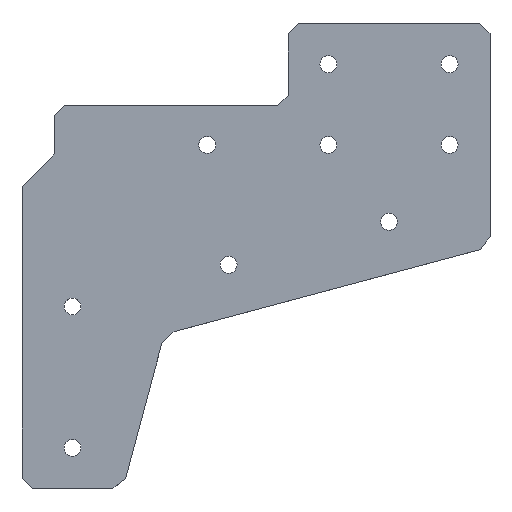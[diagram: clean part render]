
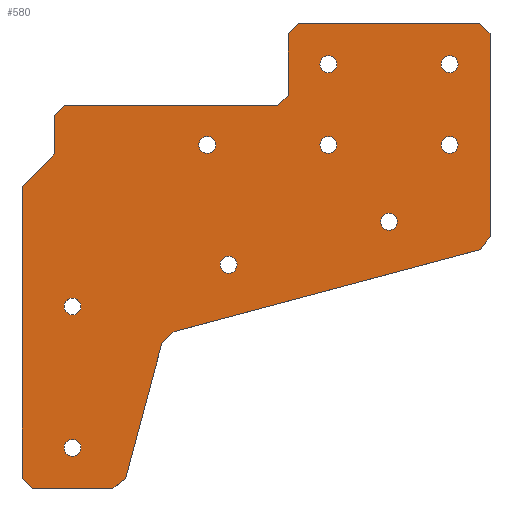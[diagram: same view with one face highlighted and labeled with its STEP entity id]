
A CAD part, top view. The second image highlights one B-rep face of the part: STEP entity #580.
In plain terms, the highlighted planar face has unit normal (0, 0, 1).
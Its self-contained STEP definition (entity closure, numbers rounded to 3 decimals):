
#24=FACE_BOUND('',#91,.T.);
#25=FACE_BOUND('',#92,.T.);
#26=FACE_BOUND('',#93,.T.);
#27=FACE_BOUND('',#94,.T.);
#28=FACE_BOUND('',#95,.T.);
#29=FACE_BOUND('',#96,.T.);
#30=FACE_BOUND('',#97,.T.);
#31=FACE_BOUND('',#98,.T.);
#32=FACE_BOUND('',#99,.T.);
#42=CIRCLE('',#624,2.1);
#43=CIRCLE('',#625,2.1);
#44=CIRCLE('',#626,2.1);
#45=CIRCLE('',#627,2.1);
#46=CIRCLE('',#628,2.1);
#47=CIRCLE('',#629,2.1);
#48=CIRCLE('',#630,2.1);
#49=CIRCLE('',#631,2.1);
#50=CIRCLE('',#632,2.1);
#61=FACE_OUTER_BOUND('',#90,.T.);
#90=EDGE_LOOP('',(#401,#402,#403,#404,#405,#406,#407,#408,#409,#410,#411,
#412,#413,#414,#415,#416,#417,#418));
#91=EDGE_LOOP('',(#419));
#92=EDGE_LOOP('',(#420));
#93=EDGE_LOOP('',(#421));
#94=EDGE_LOOP('',(#422));
#95=EDGE_LOOP('',(#423));
#96=EDGE_LOOP('',(#424));
#97=EDGE_LOOP('',(#425));
#98=EDGE_LOOP('',(#426));
#99=EDGE_LOOP('',(#427));
#136=LINE('',#832,#199);
#140=LINE('',#840,#203);
#141=LINE('',#842,#204);
#142=LINE('',#844,#205);
#143=LINE('',#846,#206);
#144=LINE('',#848,#207);
#145=LINE('',#850,#208);
#146=LINE('',#852,#209);
#147=LINE('',#854,#210);
#148=LINE('',#856,#211);
#149=LINE('',#858,#212);
#150=LINE('',#860,#213);
#151=LINE('',#862,#214);
#152=LINE('',#864,#215);
#153=LINE('',#866,#216);
#154=LINE('',#868,#217);
#155=LINE('',#870,#218);
#156=LINE('',#871,#219);
#199=VECTOR('',#673,10.);
#203=VECTOR('',#679,10.);
#204=VECTOR('',#680,10.);
#205=VECTOR('',#681,10.);
#206=VECTOR('',#682,10.);
#207=VECTOR('',#683,10.);
#208=VECTOR('',#684,10.);
#209=VECTOR('',#685,10.);
#210=VECTOR('',#686,10.);
#211=VECTOR('',#687,10.);
#212=VECTOR('',#688,10.);
#213=VECTOR('',#689,10.);
#214=VECTOR('',#690,10.);
#215=VECTOR('',#691,10.);
#216=VECTOR('',#692,10.);
#217=VECTOR('',#693,10.);
#218=VECTOR('',#694,10.);
#219=VECTOR('',#695,10.);
#262=VERTEX_POINT('',#830);
#263=VERTEX_POINT('',#831);
#266=VERTEX_POINT('',#839);
#267=VERTEX_POINT('',#841);
#268=VERTEX_POINT('',#843);
#269=VERTEX_POINT('',#845);
#270=VERTEX_POINT('',#847);
#271=VERTEX_POINT('',#849);
#272=VERTEX_POINT('',#851);
#273=VERTEX_POINT('',#853);
#274=VERTEX_POINT('',#855);
#275=VERTEX_POINT('',#857);
#276=VERTEX_POINT('',#859);
#277=VERTEX_POINT('',#861);
#278=VERTEX_POINT('',#863);
#279=VERTEX_POINT('',#865);
#280=VERTEX_POINT('',#867);
#281=VERTEX_POINT('',#869);
#282=VERTEX_POINT('',#872);
#283=VERTEX_POINT('',#874);
#284=VERTEX_POINT('',#876);
#285=VERTEX_POINT('',#878);
#286=VERTEX_POINT('',#880);
#287=VERTEX_POINT('',#882);
#288=VERTEX_POINT('',#884);
#289=VERTEX_POINT('',#886);
#290=VERTEX_POINT('',#888);
#316=EDGE_CURVE('',#262,#263,#136,.T.);
#320=EDGE_CURVE('',#262,#266,#140,.T.);
#321=EDGE_CURVE('',#266,#267,#141,.T.);
#322=EDGE_CURVE('',#267,#268,#142,.T.);
#323=EDGE_CURVE('',#269,#268,#143,.T.);
#324=EDGE_CURVE('',#269,#270,#144,.T.);
#325=EDGE_CURVE('',#271,#270,#145,.T.);
#326=EDGE_CURVE('',#271,#272,#146,.T.);
#327=EDGE_CURVE('',#273,#272,#147,.T.);
#328=EDGE_CURVE('',#273,#274,#148,.T.);
#329=EDGE_CURVE('',#275,#274,#149,.T.);
#330=EDGE_CURVE('',#275,#276,#150,.T.);
#331=EDGE_CURVE('',#277,#276,#151,.T.);
#332=EDGE_CURVE('',#277,#278,#152,.T.);
#333=EDGE_CURVE('',#279,#278,#153,.T.);
#334=EDGE_CURVE('',#279,#280,#154,.T.);
#335=EDGE_CURVE('',#281,#280,#155,.T.);
#336=EDGE_CURVE('',#281,#263,#156,.T.);
#337=EDGE_CURVE('',#282,#282,#42,.T.);
#338=EDGE_CURVE('',#283,#283,#43,.T.);
#339=EDGE_CURVE('',#284,#284,#44,.T.);
#340=EDGE_CURVE('',#285,#285,#45,.T.);
#341=EDGE_CURVE('',#286,#286,#46,.T.);
#342=EDGE_CURVE('',#287,#287,#47,.T.);
#343=EDGE_CURVE('',#288,#288,#48,.T.);
#344=EDGE_CURVE('',#289,#289,#49,.T.);
#345=EDGE_CURVE('',#290,#290,#50,.T.);
#401=ORIENTED_EDGE('',*,*,#316,.F.);
#402=ORIENTED_EDGE('',*,*,#320,.T.);
#403=ORIENTED_EDGE('',*,*,#321,.T.);
#404=ORIENTED_EDGE('',*,*,#322,.T.);
#405=ORIENTED_EDGE('',*,*,#323,.F.);
#406=ORIENTED_EDGE('',*,*,#324,.T.);
#407=ORIENTED_EDGE('',*,*,#325,.F.);
#408=ORIENTED_EDGE('',*,*,#326,.T.);
#409=ORIENTED_EDGE('',*,*,#327,.F.);
#410=ORIENTED_EDGE('',*,*,#328,.T.);
#411=ORIENTED_EDGE('',*,*,#329,.F.);
#412=ORIENTED_EDGE('',*,*,#330,.T.);
#413=ORIENTED_EDGE('',*,*,#331,.F.);
#414=ORIENTED_EDGE('',*,*,#332,.T.);
#415=ORIENTED_EDGE('',*,*,#333,.F.);
#416=ORIENTED_EDGE('',*,*,#334,.T.);
#417=ORIENTED_EDGE('',*,*,#335,.F.);
#418=ORIENTED_EDGE('',*,*,#336,.T.);
#419=ORIENTED_EDGE('',*,*,#337,.T.);
#420=ORIENTED_EDGE('',*,*,#338,.T.);
#421=ORIENTED_EDGE('',*,*,#339,.T.);
#422=ORIENTED_EDGE('',*,*,#340,.T.);
#423=ORIENTED_EDGE('',*,*,#341,.T.);
#424=ORIENTED_EDGE('',*,*,#342,.T.);
#425=ORIENTED_EDGE('',*,*,#343,.T.);
#426=ORIENTED_EDGE('',*,*,#344,.T.);
#427=ORIENTED_EDGE('',*,*,#345,.T.);
#560=PLANE('',#623);
#580=ADVANCED_FACE('',(#61,#24,#25,#26,#27,#28,#29,#30,#31,#32),#560,.T.);
#623=AXIS2_PLACEMENT_3D('',#838,#677,#678);
#624=AXIS2_PLACEMENT_3D('',#873,#696,#697);
#625=AXIS2_PLACEMENT_3D('',#875,#698,#699);
#626=AXIS2_PLACEMENT_3D('',#877,#700,#701);
#627=AXIS2_PLACEMENT_3D('',#879,#702,#703);
#628=AXIS2_PLACEMENT_3D('',#881,#704,#705);
#629=AXIS2_PLACEMENT_3D('',#883,#706,#707);
#630=AXIS2_PLACEMENT_3D('',#885,#708,#709);
#631=AXIS2_PLACEMENT_3D('',#887,#710,#711);
#632=AXIS2_PLACEMENT_3D('',#889,#712,#713);
#673=DIRECTION('',(0.707,0.707,0.));
#677=DIRECTION('center_axis',(0.,0.,1.));
#678=DIRECTION('ref_axis',(1.,0.,0.));
#679=DIRECTION('',(0.,-1.,0.));
#680=DIRECTION('',(-0.707,-0.707,0.));
#681=DIRECTION('',(0.,-1.,0.));
#682=DIRECTION('',(-0.707,0.707,0.));
#683=DIRECTION('',(1.,0.,0.));
#684=DIRECTION('',(-0.793,-0.609,0.));
#685=DIRECTION('',(0.259,0.966,0.));
#686=DIRECTION('',(-0.707,-0.707,0.));
#687=DIRECTION('',(0.966,0.259,0.));
#688=DIRECTION('',(-0.609,-0.793,0.));
#689=DIRECTION('',(0.,1.,0.));
#690=DIRECTION('',(0.707,-0.707,0.));
#691=DIRECTION('',(-1.,0.,0.));
#692=DIRECTION('',(0.707,0.707,0.));
#693=DIRECTION('',(0.,-1.,0.));
#694=DIRECTION('',(0.707,0.707,0.));
#695=DIRECTION('',(-1.,0.,0.));
#696=DIRECTION('center_axis',(0.,0.,-1.));
#697=DIRECTION('ref_axis',(1.,0.,0.));
#698=DIRECTION('center_axis',(0.,0.,-1.));
#699=DIRECTION('ref_axis',(1.,0.,0.));
#700=DIRECTION('center_axis',(0.,0.,-1.));
#701=DIRECTION('ref_axis',(1.,0.,0.));
#702=DIRECTION('center_axis',(0.,0.,-1.));
#703=DIRECTION('ref_axis',(1.,0.,0.));
#704=DIRECTION('center_axis',(0.,0.,-1.));
#705=DIRECTION('ref_axis',(1.,0.,0.));
#706=DIRECTION('center_axis',(0.,0.,-1.));
#707=DIRECTION('ref_axis',(1.,0.,0.));
#708=DIRECTION('center_axis',(0.,0.,-1.));
#709=DIRECTION('ref_axis',(1.,0.,0.));
#710=DIRECTION('center_axis',(0.,0.,-1.));
#711=DIRECTION('ref_axis',(1.,0.,0.));
#712=DIRECTION('center_axis',(0.,0.,-1.));
#713=DIRECTION('ref_axis',(1.,0.,0.));
#830=CARTESIAN_POINT('',(60.,25.65,677.5));
#831=CARTESIAN_POINT('',(62.5,28.15,677.5));
#832=CARTESIAN_POINT('',(64.42,30.07,677.5));
#838=CARTESIAN_POINT('Origin',(109.932,-9.102,677.5));
#839=CARTESIAN_POINT('',(60.,16.15,677.5));
#840=CARTESIAN_POINT('',(60.,9.524,677.5));
#841=CARTESIAN_POINT('',(52.,8.15,677.5));
#842=CARTESIAN_POINT('',(66.17,22.32,677.5));
#843=CARTESIAN_POINT('',(52.,-64.102,677.5));
#844=CARTESIAN_POINT('',(52.,8.15,677.5));
#845=CARTESIAN_POINT('',(54.5,-66.602,677.5));
#846=CARTESIAN_POINT('',(53.358,-65.46,677.5));
#847=CARTESIAN_POINT('',(74.5,-66.602,677.5));
#848=CARTESIAN_POINT('',(52.,-66.602,677.5));
#849=CARTESIAN_POINT('',(77.647,-64.187,677.5));
#850=CARTESIAN_POINT('',(100.322,-46.788,677.5));
#851=CARTESIAN_POINT('',(86.574,-30.873,677.5));
#852=CARTESIAN_POINT('',(77.,-66.602,677.5));
#853=CARTESIAN_POINT('',(89.635,-27.811,677.5));
#854=CARTESIAN_POINT('',(98.621,-18.825,677.5));
#855=CARTESIAN_POINT('',(165.448,-7.497,677.5));
#856=CARTESIAN_POINT('',(167.863,-6.85,677.5));
#857=CARTESIAN_POINT('',(167.863,-4.35,677.5));
#858=CARTESIAN_POINT('',(155.377,-20.622,677.5));
#859=CARTESIAN_POINT('',(167.863,45.898,677.5));
#860=CARTESIAN_POINT('',(167.863,-6.85,677.5));
#861=CARTESIAN_POINT('',(165.363,48.398,677.5));
#862=CARTESIAN_POINT('',(166.505,47.256,677.5));
#863=CARTESIAN_POINT('',(120.363,48.398,677.5));
#864=CARTESIAN_POINT('',(72.,48.398,677.5));
#865=CARTESIAN_POINT('',(117.863,45.898,677.5));
#866=CARTESIAN_POINT('',(102.755,30.79,677.5));
#867=CARTESIAN_POINT('',(117.863,30.65,677.5));
#868=CARTESIAN_POINT('',(117.863,48.398,677.5));
#869=CARTESIAN_POINT('',(115.363,28.15,677.5));
#870=CARTESIAN_POINT('',(110.317,23.104,677.5));
#871=CARTESIAN_POINT('',(117.863,28.15,677.5));
#872=CARTESIAN_POINT('',(155.763,18.398,677.5));
#873=CARTESIAN_POINT('Origin',(157.863,18.398,677.5));
#874=CARTESIAN_POINT('',(125.763,38.398,677.5));
#875=CARTESIAN_POINT('Origin',(127.863,38.398,677.5));
#876=CARTESIAN_POINT('',(125.763,18.398,677.5));
#877=CARTESIAN_POINT('Origin',(127.863,18.398,677.5));
#878=CARTESIAN_POINT('',(62.4,-21.605,677.5));
#879=CARTESIAN_POINT('Origin',(64.5,-21.605,677.5));
#880=CARTESIAN_POINT('',(62.4,-56.602,677.5));
#881=CARTESIAN_POINT('Origin',(64.5,-56.602,677.5));
#882=CARTESIAN_POINT('',(140.763,-0.608,677.5));
#883=CARTESIAN_POINT('Origin',(142.863,-0.608,677.5));
#884=CARTESIAN_POINT('',(101.037,-11.252,677.5));
#885=CARTESIAN_POINT('Origin',(103.137,-11.252,677.5));
#886=CARTESIAN_POINT('',(155.763,38.398,677.5));
#887=CARTESIAN_POINT('Origin',(157.863,38.398,677.5));
#888=CARTESIAN_POINT('',(95.763,18.398,677.5));
#889=CARTESIAN_POINT('Origin',(97.863,18.398,677.5));
